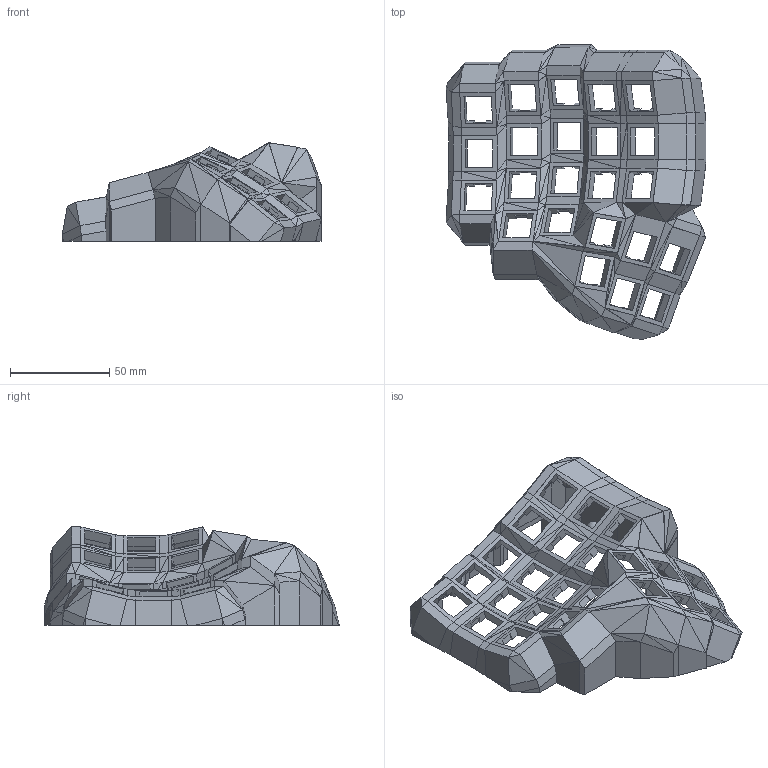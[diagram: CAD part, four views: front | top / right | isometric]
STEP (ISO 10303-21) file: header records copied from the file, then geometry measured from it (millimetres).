
FILE_DESCRIPTION(('Open CASCADE Model'),'2;1');
FILE_NAME('Open CASCADE Shape Model','2022-05-13T04:05:18',('Author'),( 'Open CASCADE'),'Open CASCADE STEP processor 7.4','Open CASCADE 7.4' ,'Unknown');
FILE_SCHEMA(('AUTOMOTIVE_DESIGN { 1 0 10303 214 1 1 1 1 }'));
Products named in the file (1): Open CASCADE STEP translator 7.4 32
Bounding box: 130.63 x 148.22 x 49.8 mm (x, y, z)
Volume: 108559.9 mm3; surface area: 55355.2 mm2
Topology: 1 solids, 1 shells, 1140 faces, 2702 edges, 1566 vertices
Faces by surface type: plane 1115, sphere 12, cylinder 7, cone 6
Entity records: 66923 total; most frequent: CARTESIAN_POINT 11533, DIRECTION 10361, LINE 7960, VECTOR 7960, ORIENTED_EDGE 5392, PCURVE 5392, DEFINITIONAL_REPRESENTATION 5392, EDGE_CURVE 2696
